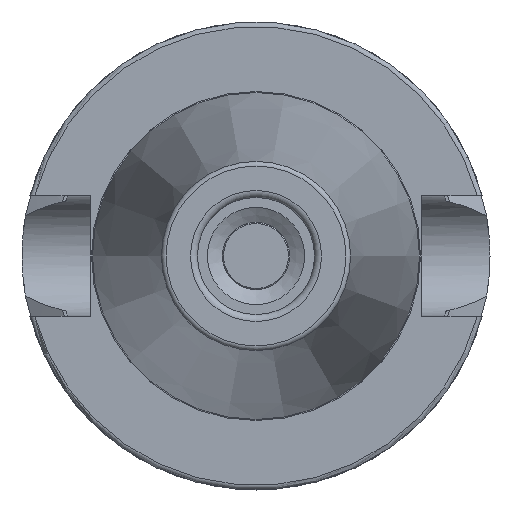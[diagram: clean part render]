
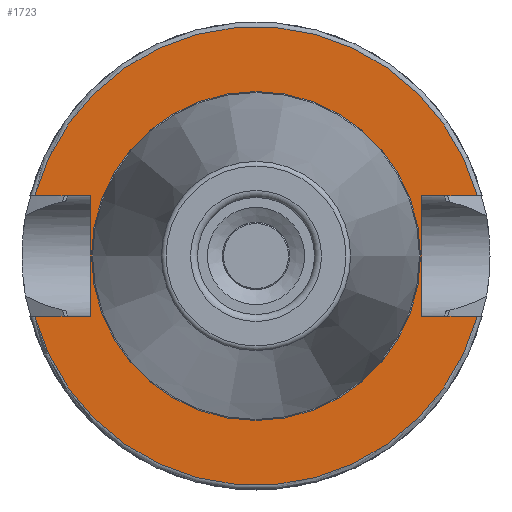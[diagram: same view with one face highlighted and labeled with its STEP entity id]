
A CAD part, left-side view. The second image highlights one B-rep face of the part: STEP entity #1723.
In plain terms, the highlighted planar face has unit normal (-1, 0, 0).
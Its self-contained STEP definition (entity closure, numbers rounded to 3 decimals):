
#136=FACE_BOUND('',#404,.T.);
#181=CIRCLE('',#1955,49.);
#193=CIRCLE('',#1977,35.15);
#194=CIRCLE('',#1979,49.);
#293=FACE_OUTER_BOUND('',#403,.T.);
#403=EDGE_LOOP('',(#1353,#1354,#1355,#1356,#1357,#1358,#1359,#1360));
#404=EDGE_LOOP('',(#1361));
#509=LINE('',#2844,#629);
#513=LINE('',#2852,#633);
#516=LINE('',#2872,#636);
#527=LINE('',#2972,#647);
#530=LINE('',#2993,#650);
#532=LINE('',#2996,#652);
#629=VECTOR('',#2236,10.);
#633=VECTOR('',#2242,10.);
#636=VECTOR('',#2247,10.);
#647=VECTOR('',#2302,10.);
#650=VECTOR('',#2307,10.);
#652=VECTOR('',#2311,10.);
#764=VERTEX_POINT('',#2832);
#765=VERTEX_POINT('',#2843);
#767=VERTEX_POINT('',#2849);
#768=VERTEX_POINT('',#2851);
#783=VERTEX_POINT('',#2932);
#790=VERTEX_POINT('',#2969);
#791=VERTEX_POINT('',#2971);
#795=VERTEX_POINT('',#2992);
#803=VERTEX_POINT('',#3022);
#945=EDGE_CURVE('',#765,#764,#509,.T.);
#949=EDGE_CURVE('',#768,#767,#513,.T.);
#954=EDGE_CURVE('',#767,#765,#516,.T.);
#974=EDGE_CURVE('',#768,#783,#181,.T.);
#984=EDGE_CURVE('',#791,#790,#527,.T.);
#989=EDGE_CURVE('',#795,#783,#530,.T.);
#991=EDGE_CURVE('',#790,#795,#532,.T.);
#1005=EDGE_CURVE('',#803,#803,#193,.T.);
#1006=EDGE_CURVE('',#791,#764,#194,.T.);
#1353=ORIENTED_EDGE('',*,*,#945,.T.);
#1354=ORIENTED_EDGE('',*,*,#1006,.F.);
#1355=ORIENTED_EDGE('',*,*,#984,.T.);
#1356=ORIENTED_EDGE('',*,*,#991,.T.);
#1357=ORIENTED_EDGE('',*,*,#989,.T.);
#1358=ORIENTED_EDGE('',*,*,#974,.F.);
#1359=ORIENTED_EDGE('',*,*,#949,.T.);
#1360=ORIENTED_EDGE('',*,*,#954,.T.);
#1361=ORIENTED_EDGE('',*,*,#1005,.T.);
#1644=PLANE('',#1978);
#1723=ADVANCED_FACE('',(#293,#136),#1644,.T.);
#1955=AXIS2_PLACEMENT_3D('',#2933,#2289,#2290);
#1977=AXIS2_PLACEMENT_3D('',#3024,#2347,#2348);
#1978=AXIS2_PLACEMENT_3D('',#3025,#2349,#2350);
#1979=AXIS2_PLACEMENT_3D('',#3026,#2351,#2352);
#2236=DIRECTION('',(0.,-1.,0.));
#2242=DIRECTION('',(0.,1.,0.));
#2247=DIRECTION('',(0.,0.,1.));
#2289=DIRECTION('center_axis',(1.,0.,0.));
#2290=DIRECTION('ref_axis',(0.,0.,-1.));
#2302=DIRECTION('',(0.,-1.,0.));
#2307=DIRECTION('',(0.,1.,0.));
#2311=DIRECTION('',(0.,0.,-1.));
#2347=DIRECTION('center_axis',(1.,0.,0.));
#2348=DIRECTION('ref_axis',(0.,0.,-1.));
#2349=DIRECTION('center_axis',(-1.,0.,0.));
#2350=DIRECTION('ref_axis',(0.,0.,1.));
#2351=DIRECTION('center_axis',(1.,0.,0.));
#2352=DIRECTION('ref_axis',(0.,0.,-1.));
#2832=CARTESIAN_POINT('',(3.,-47.285,12.85));
#2843=CARTESIAN_POINT('',(3.,-35.4,12.85));
#2844=CARTESIAN_POINT('',(3.,6.8,12.85));
#2849=CARTESIAN_POINT('',(3.,-35.4,-12.85));
#2851=CARTESIAN_POINT('',(3.,-47.285,-12.85));
#2852=CARTESIAN_POINT('',(3.,6.8,-12.85));
#2872=CARTESIAN_POINT('',(3.,-35.4,0.));
#2932=CARTESIAN_POINT('',(3.,47.285,-12.85));
#2933=CARTESIAN_POINT('Origin',(3.,0.,0.));
#2969=CARTESIAN_POINT('',(3.,35.4,12.85));
#2971=CARTESIAN_POINT('',(3.,47.285,12.85));
#2972=CARTESIAN_POINT('',(3.,42.2,12.85));
#2992=CARTESIAN_POINT('',(3.,35.4,-12.85));
#2993=CARTESIAN_POINT('',(3.,42.2,-12.85));
#2996=CARTESIAN_POINT('',(3.,35.4,0.));
#3022=CARTESIAN_POINT('',(3.,0.,35.15));
#3024=CARTESIAN_POINT('Origin',(3.,0.,0.));
#3025=CARTESIAN_POINT('Origin',(3.,49.,0.));
#3026=CARTESIAN_POINT('Origin',(3.,0.,0.));
